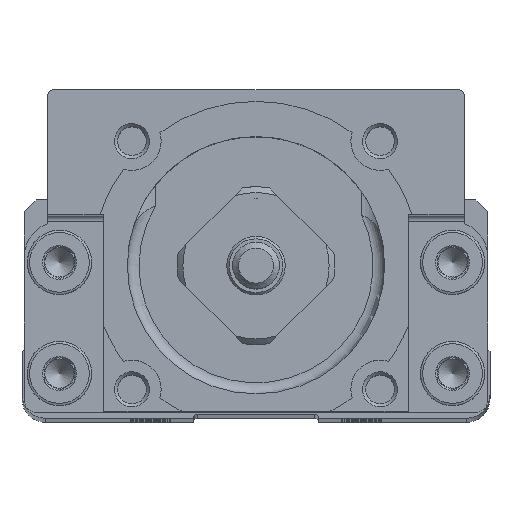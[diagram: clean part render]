
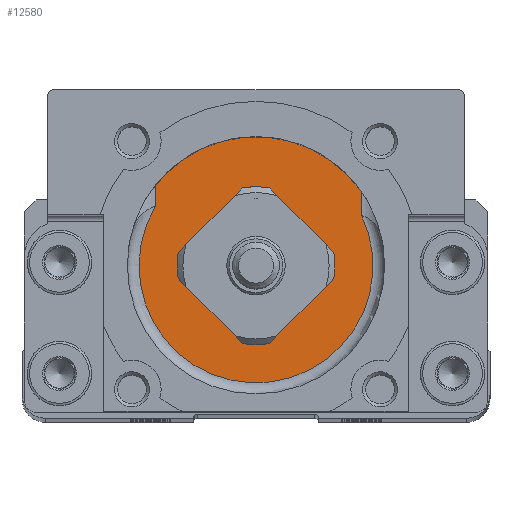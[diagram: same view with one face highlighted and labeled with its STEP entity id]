
A CAD part, top view. The second image highlights one B-rep face of the part: STEP entity #12580.
In plain terms, the highlighted face is planar.
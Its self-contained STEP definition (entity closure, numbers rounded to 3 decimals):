
#287=PLANE('',#13366);
#663=CIRCLE('',#13116,10.);
#784=CIRCLE('',#13367,5.4);
#1870=ORIENTED_EDGE('',*,*,#3923,.F.);
#1871=ORIENTED_EDGE('',*,*,#4304,.F.);
#1872=ORIENTED_EDGE('',*,*,#4173,.F.);
#1873=ORIENTED_EDGE('',*,*,#4305,.T.);
#1874=ORIENTED_EDGE('',*,*,#4306,.T.);
#3923=EDGE_CURVE('',#5291,#5292,#663,.T.);
#4173=EDGE_CURVE('',#5467,#5468,#6364,.T.);
#4304=EDGE_CURVE('',#5468,#5291,#6409,.T.);
#4305=EDGE_CURVE('',#5467,#5292,#6410,.T.);
#4306=EDGE_CURVE('',#5565,#5565,#784,.T.);
#5291=VERTEX_POINT('',#17433);
#5292=VERTEX_POINT('',#17435);
#5467=VERTEX_POINT('',#17923);
#5468=VERTEX_POINT('',#17925);
#5565=VERTEX_POINT('',#18369);
#6364=LINE('',#17924,#7290);
#6409=LINE('',#18366,#7335);
#6410=LINE('',#18367,#7336);
#7290=VECTOR('',#14670,1000.);
#7335=VECTOR('',#14955,1000.);
#7336=VECTOR('',#14956,1000.);
#8218=EDGE_LOOP('',(#1870,#1871,#1872,#1873));
#8219=EDGE_LOOP('',(#1874));
#9011=FACE_BOUND('',#8218,.T.);
#9012=FACE_BOUND('',#8219,.T.);
#12580=ADVANCED_FACE('',(#9011,#9012),#287,.T.);
#13116=AXIS2_PLACEMENT_3D('',#17434,#14230,#14231);
#13366=AXIS2_PLACEMENT_3D('',#18365,#14953,#14954);
#13367=AXIS2_PLACEMENT_3D('',#18368,#14957,#14958);
#14230=DIRECTION('',(1.,0.,0.));
#14231=DIRECTION('',(0.,0.,-1.));
#14670=DIRECTION('',(0.,0.,1.));
#14953=DIRECTION('',(-1.,0.,0.));
#14954=DIRECTION('',(0.,0.,1.));
#14955=DIRECTION('',(0.,-1.,0.));
#14956=DIRECTION('',(0.,-1.,0.));
#14957=DIRECTION('',(1.,0.,0.));
#14958=DIRECTION('',(0.,0.,-1.));
#17433=CARTESIAN_POINT('',(-12.,4.359,9.));
#17434=CARTESIAN_POINT('',(-12.,0.,0.));
#17435=CARTESIAN_POINT('',(-12.,5.12,-8.59));
#17923=CARTESIAN_POINT('',(-12.,15.,-8.59));
#17924=CARTESIAN_POINT('',(-12.,15.,-17.3));
#17925=CARTESIAN_POINT('',(-12.,15.,9.));
#18365=CARTESIAN_POINT('',(-12.,10.,0.));
#18366=CARTESIAN_POINT('',(-12.,25.,9.));
#18367=CARTESIAN_POINT('',(-12.,25.,-8.59));
#18368=CARTESIAN_POINT('',(-12.,0.,0.));
#18369=CARTESIAN_POINT('',(-12.,0.,-5.4));
